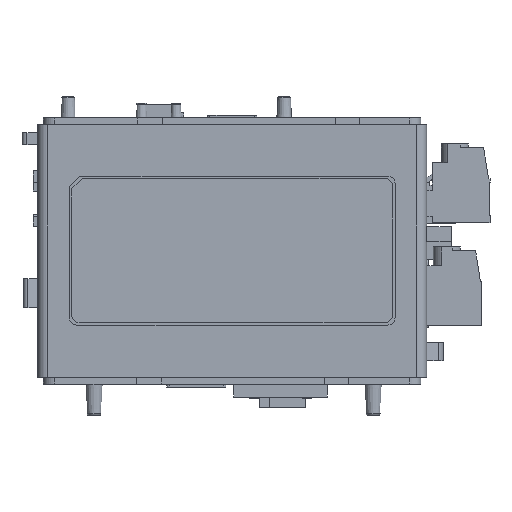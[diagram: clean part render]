
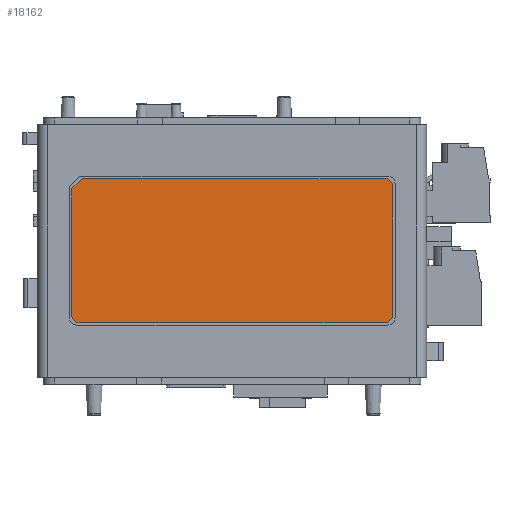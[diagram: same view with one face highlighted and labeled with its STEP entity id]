
A CAD part, left-side view. The second image highlights one B-rep face of the part: STEP entity #18162.
In plain terms, the highlighted planar face has unit normal (-1, 0, 0).
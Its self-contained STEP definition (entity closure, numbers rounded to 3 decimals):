
#384=CIRCLE('',#19365,1.5);
#386=CIRCLE('',#19369,1.5);
#388=CIRCLE('',#19373,1.5);
#2309=ORIENTED_EDGE('',*,*,#7000,.T.);
#2310=ORIENTED_EDGE('',*,*,#7022,.T.);
#2311=ORIENTED_EDGE('',*,*,#7019,.T.);
#2312=ORIENTED_EDGE('',*,*,#7016,.T.);
#2313=ORIENTED_EDGE('',*,*,#7013,.T.);
#2314=ORIENTED_EDGE('',*,*,#7010,.T.);
#2315=ORIENTED_EDGE('',*,*,#7007,.T.);
#2316=ORIENTED_EDGE('',*,*,#7004,.T.);
#7000=EDGE_CURVE('',#9379,#9380,#384,.T.);
#7004=EDGE_CURVE('',#9383,#9379,#11226,.T.);
#7007=EDGE_CURVE('',#9385,#9383,#386,.T.);
#7010=EDGE_CURVE('',#9387,#9385,#11230,.T.);
#7013=EDGE_CURVE('',#9389,#9387,#388,.T.);
#7016=EDGE_CURVE('',#9391,#9389,#11234,.T.);
#7019=EDGE_CURVE('',#9393,#9391,#11237,.T.);
#7022=EDGE_CURVE('',#9380,#9393,#11240,.T.);
#9379=VERTEX_POINT('',#27639);
#9380=VERTEX_POINT('',#27640);
#9383=VERTEX_POINT('',#27648);
#9385=VERTEX_POINT('',#27654);
#9387=VERTEX_POINT('',#27660);
#9389=VERTEX_POINT('',#27666);
#9391=VERTEX_POINT('',#27672);
#9393=VERTEX_POINT('',#27678);
#11226=LINE('',#27647,#13493);
#11230=LINE('',#27659,#13497);
#11234=LINE('',#27671,#13501);
#11237=LINE('',#27677,#13504);
#11240=LINE('',#27683,#13507);
#13493=VECTOR('',#22141,1000.);
#13497=VECTOR('',#22153,1000.);
#13501=VECTOR('',#22165,1000.);
#13504=VECTOR('',#22170,1000.);
#13507=VECTOR('',#22175,1000.);
#15098=EDGE_LOOP('',(#2309,#2310,#2311,#2312,#2313,#2314,#2315,#2316));
#16245=FACE_BOUND('',#15098,.T.);
#17279=PLANE('',#19380);
#18162=ADVANCED_FACE('',(#16245),#17279,.F.);
#19365=AXIS2_PLACEMENT_3D('',#27638,#22133,#22134);
#19369=AXIS2_PLACEMENT_3D('',#27653,#22146,#22147);
#19373=AXIS2_PLACEMENT_3D('',#27665,#22158,#22159);
#19380=AXIS2_PLACEMENT_3D('',#27688,#22182,#22183);
#22133=DIRECTION('',(-1.,0.,0.));
#22134=DIRECTION('',(0.,0.,-1.));
#22141=DIRECTION('',(0.,0.,1.));
#22146=DIRECTION('',(-1.,0.,0.));
#22147=DIRECTION('',(0.,0.,-1.));
#22153=DIRECTION('',(0.,-1.,0.));
#22158=DIRECTION('',(-1.,0.,0.));
#22159=DIRECTION('',(0.,0.,-1.));
#22165=DIRECTION('',(0.,0.,-1.));
#22170=DIRECTION('',(0.,0.707,-0.707));
#22175=DIRECTION('',(0.,1.,0.));
#22182=DIRECTION('',(1.,0.,0.));
#22183=DIRECTION('',(0.,0.,-1.));
#27638=CARTESIAN_POINT('',(0.,19.61,40.2));
#27639=CARTESIAN_POINT('',(0.,18.11,40.2));
#27640=CARTESIAN_POINT('',(0.,19.61,41.7));
#27647=CARTESIAN_POINT('',(0.,18.11,14.));
#27648=CARTESIAN_POINT('',(0.,18.11,14.));
#27653=CARTESIAN_POINT('',(0.,19.61,14.));
#27654=CARTESIAN_POINT('',(0.,19.61,12.5));
#27659=CARTESIAN_POINT('',(0.,81.61,12.5));
#27660=CARTESIAN_POINT('',(0.,81.61,12.5));
#27665=CARTESIAN_POINT('',(0.,81.61,14.));
#27666=CARTESIAN_POINT('',(0.,83.11,14.));
#27671=CARTESIAN_POINT('',(0.,83.11,39.58));
#27672=CARTESIAN_POINT('',(0.,83.11,39.58));
#27677=CARTESIAN_POINT('',(0.,80.99,41.7));
#27678=CARTESIAN_POINT('',(0.,80.99,41.7));
#27683=CARTESIAN_POINT('',(0.,19.61,41.7));
#27688=CARTESIAN_POINT('',(0.,88.01,52.6));
